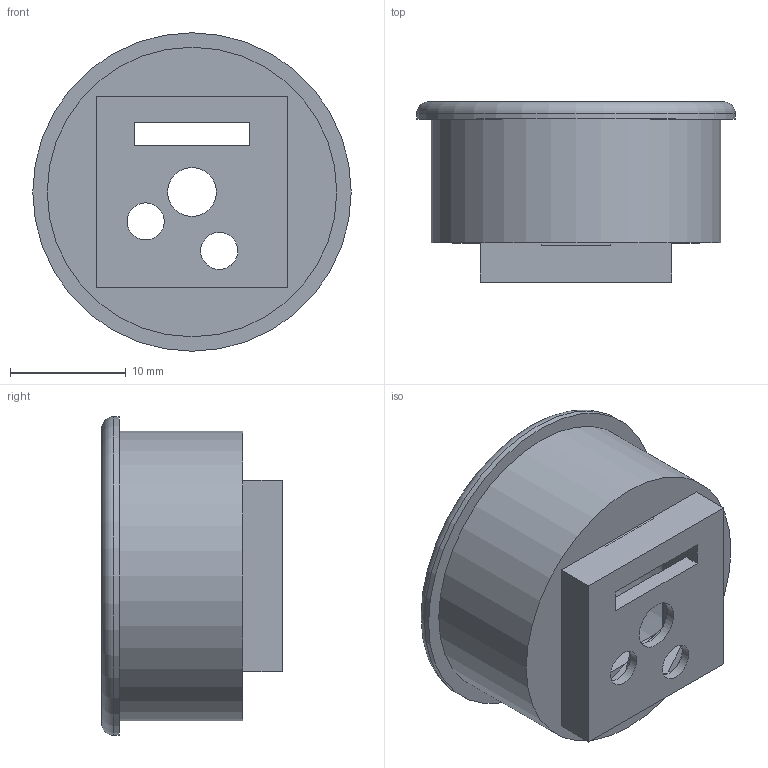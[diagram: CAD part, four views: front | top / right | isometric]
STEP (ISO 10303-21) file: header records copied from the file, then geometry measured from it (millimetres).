
FILE_DESCRIPTION(/* description */ (''),/* implementation_level */ '2;1');
FILE_NAME(/* name */ '25 mm OFOF1 Bubblebox hybrid button housing insert.step',/* time_stamp */ '2023-12-13T23:46:38-05:00',/* author */ (''),/* organization */ (''),/* preprocessor_version */ 'ST-DEVELOPER v20',/* originating_system */ 'Autodesk Translation Framework v12.14.0.127',/* authorisation */ '');
FILE_SCHEMA (('AUTOMOTIVE_DESIGN { 1 0 10303 214 3 1 1 }'));
Length unit declared in the file: millimetre
Products named in the file (1): insertable/cut ofof1 hoursing
Bounding box: 27.5 x 15.58 x 27.5 mm (x, y, z)
Volume: 2414.2 mm3; surface area: 3512.2 mm2
Topology: 2 solids, 2 shells, 78 faces, 212 edges, 141 vertices
Faces by surface type: plane 69, cylinder 7, torus 2
Full cylindrical faces by diameter (mm): 3.2 x2, 4.2 x1, 22 x1, 25 x2, 27.5 x1
Entity records: 2479 total; most frequent: CARTESIAN_POINT 432, ORIENTED_EDGE 424, DIRECTION 393, EDGE_CURVE 212, LINE 189, VECTOR 189, VERTEX_POINT 141, AXIS2_PLACEMENT_3D 102
